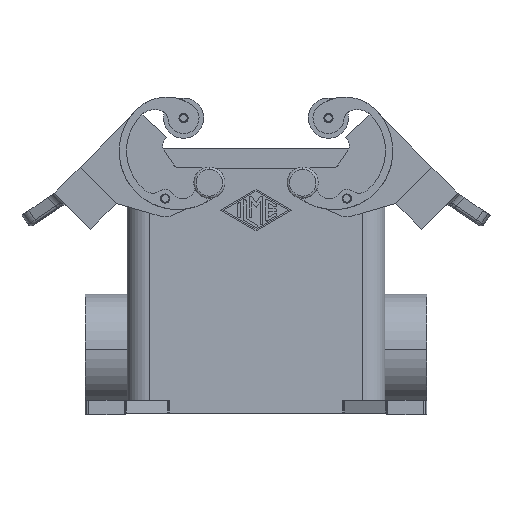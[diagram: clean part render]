
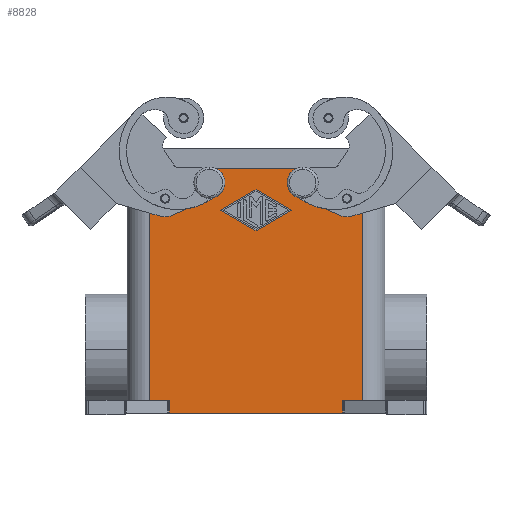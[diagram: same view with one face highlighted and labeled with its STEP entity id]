
A CAD part, front view. The second image highlights one B-rep face of the part: STEP entity #8828.
In plain terms, the highlighted planar face has unit normal (0, -1, 0).
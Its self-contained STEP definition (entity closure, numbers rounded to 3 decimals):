
#1154=CARTESIAN_POINT('',(-12.75,-21.75,22.0));
#1155=VERTEX_POINT('',#1154);
#1164=CARTESIAN_POINT('',(-12.75,-21.75,17.0));
#1165=VERTEX_POINT('',#1164);
#1166=CARTESIAN_POINT('',(-12.75,-21.75,19.5));
#1167=DIRECTION('',(0.0,1.0,0.0));
#1168=DIRECTION('',(0.0,0.0,1.0));
#1169=AXIS2_PLACEMENT_3D('',#1166,#1167,#1168);
#1170=CIRCLE('',#1169,2.5);
#1171=EDGE_CURVE('',#1165,#1155,#1170,.T.);
#2425=CARTESIAN_POINT('',(12.75,-21.75,22.0));
#2426=VERTEX_POINT('',#2425);
#2435=CARTESIAN_POINT('',(12.75,-21.75,17.0));
#2436=VERTEX_POINT('',#2435);
#2437=CARTESIAN_POINT('',(12.75,-21.75,19.5));
#2438=DIRECTION('',(0.0,1.0,0.0));
#2439=DIRECTION('',(0.0,0.0,1.0));
#2440=AXIS2_PLACEMENT_3D('',#2437,#2438,#2439);
#2441=CIRCLE('',#2440,2.5);
#2442=EDGE_CURVE('',#2436,#2426,#2441,.T.);
#8103=CARTESIAN_POINT('',(29.25,-21.75,-40.));
#8104=VERTEX_POINT('',#8103);
#8112=CARTESIAN_POINT('',(23.791,-21.75,-40.0));
#8113=VERTEX_POINT('',#8112);
#8114=CARTESIAN_POINT('',(23.791,-21.75,-40.0));
#8115=DIRECTION('',(1.0,0.0,0.0));
#8116=VECTOR('',#8115,5.459);
#8117=LINE('',#8114,#8116);
#8118=EDGE_CURVE('',#8113,#8104,#8117,.T.);
#8701=CARTESIAN_POINT('',(23.791,-21.75,-43.5));
#8702=VERTEX_POINT('',#8701);
#8703=CARTESIAN_POINT('',(23.791,-21.75,-40.0));
#8704=DIRECTION('',(0.0,0.0,-1.0));
#8705=VECTOR('',#8704,3.5);
#8706=LINE('',#8703,#8705);
#8707=EDGE_CURVE('',#8113,#8702,#8706,.T.);
#8719=CARTESIAN_POINT('',(29.25,-21.75,1.5));
#8720=DIRECTION('',(0.0,-1.0,0.0));
#8721=DIRECTION('',(0.0,0.0,-1.0));
#8722=AXIS2_PLACEMENT_3D('',#8719,#8720,#8721);
#8723=PLANE('',#8722);
#8724=ORIENTED_EDGE('',*,*,#8707,.F.);
#8725=ORIENTED_EDGE('',*,*,#8118,.T.);
#8726=CARTESIAN_POINT('',(29.25,-21.75,23.5));
#8727=VERTEX_POINT('',#8726);
#8728=CARTESIAN_POINT('',(29.25,-21.75,23.5));
#8729=DIRECTION('',(0.0,0.0,-1.0));
#8730=VECTOR('',#8729,63.5);
#8731=LINE('',#8728,#8730);
#8732=EDGE_CURVE('',#8727,#8104,#8731,.T.);
#8733=ORIENTED_EDGE('',*,*,#8732,.F.);
#8734=CARTESIAN_POINT('',(-29.25,-21.75,23.5));
#8735=VERTEX_POINT('',#8734);
#8736=CARTESIAN_POINT('',(29.25,-21.75,23.5));
#8737=DIRECTION('',(-1.0,0.0,0.0));
#8738=VECTOR('',#8737,58.5);
#8739=LINE('',#8736,#8738);
#8740=EDGE_CURVE('',#8727,#8735,#8739,.T.);
#8741=ORIENTED_EDGE('',*,*,#8740,.T.);
#8742=CARTESIAN_POINT('',(-29.25,-21.75,-40.));
#8743=VERTEX_POINT('',#8742);
#8744=CARTESIAN_POINT('',(-29.25,-21.75,23.5));
#8745=DIRECTION('',(0.0,0.0,-1.0));
#8746=VECTOR('',#8745,63.5);
#8747=LINE('',#8744,#8746);
#8748=EDGE_CURVE('',#8735,#8743,#8747,.T.);
#8749=ORIENTED_EDGE('',*,*,#8748,.T.);
#8750=CARTESIAN_POINT('',(-23.791,-21.75,-40.0));
#8751=VERTEX_POINT('',#8750);
#8752=CARTESIAN_POINT('',(-29.25,-21.75,-40.));
#8753=DIRECTION('',(1.0,0.0,0.0));
#8754=VECTOR('',#8753,5.459);
#8755=LINE('',#8752,#8754);
#8756=EDGE_CURVE('',#8743,#8751,#8755,.T.);
#8757=ORIENTED_EDGE('',*,*,#8756,.T.);
#8758=CARTESIAN_POINT('',(-23.791,-21.75,-43.5));
#8759=VERTEX_POINT('',#8758);
#8760=CARTESIAN_POINT('',(-23.791,-21.75,-43.5));
#8761=DIRECTION('',(0.0,0.0,1.0));
#8762=VECTOR('',#8761,3.5);
#8763=LINE('',#8760,#8762);
#8764=EDGE_CURVE('',#8759,#8751,#8763,.T.);
#8765=ORIENTED_EDGE('',*,*,#8764,.F.);
#8766=CARTESIAN_POINT('',(23.791,-21.75,-43.5));
#8767=DIRECTION('',(-1.0,0.0,0.0));
#8768=VECTOR('',#8767,47.581);
#8769=LINE('',#8766,#8768);
#8770=EDGE_CURVE('',#8702,#8759,#8769,.T.);
#8771=ORIENTED_EDGE('',*,*,#8770,.F.);
#8772=EDGE_LOOP('',(#8724,#8725,#8733,#8741,#8749,#8757,#8765,#8771));
#8773=FACE_OUTER_BOUND('',#8772,.T.);
#8774=ORIENTED_EDGE('',*,*,#1171,.T.);
#8775=CARTESIAN_POINT('',(-12.75,-21.75,19.5));
#8776=DIRECTION('',(0.0,1.0,0.0));
#8777=DIRECTION('',(0.0,0.0,1.0));
#8778=AXIS2_PLACEMENT_3D('',#8775,#8776,#8777);
#8779=CIRCLE('',#8778,2.5);
#8780=EDGE_CURVE('',#1155,#1165,#8779,.T.);
#8781=ORIENTED_EDGE('',*,*,#8780,.T.);
#8782=EDGE_LOOP('',(#8774,#8781));
#8783=FACE_BOUND('',#8782,.T.);
#8784=ORIENTED_EDGE('',*,*,#2442,.T.);
#8785=CARTESIAN_POINT('',(12.75,-21.75,19.5));
#8786=DIRECTION('',(0.0,1.0,0.0));
#8787=DIRECTION('',(0.0,0.0,1.0));
#8788=AXIS2_PLACEMENT_3D('',#8785,#8786,#8787);
#8789=CIRCLE('',#8788,2.5);
#8790=EDGE_CURVE('',#2426,#2436,#8789,.T.);
#8791=ORIENTED_EDGE('',*,*,#8790,.T.);
#8792=EDGE_LOOP('',(#8784,#8791));
#8793=FACE_BOUND('',#8792,.T.);
#8794=CARTESIAN_POINT('',(0.,-21.75,6.375));
#8795=VERTEX_POINT('',#8794);
#8796=CARTESIAN_POINT('',(-9.75,-21.75,12.));
#8797=VERTEX_POINT('',#8796);
#8798=CARTESIAN_POINT('',(0.,-21.75,6.375));
#8799=DIRECTION('',(-0.866,0.0,0.5));
#8800=VECTOR('',#8799,11.256);
#8801=LINE('',#8798,#8800);
#8802=EDGE_CURVE('',#8795,#8797,#8801,.T.);
#8803=ORIENTED_EDGE('',*,*,#8802,.T.);
#8804=CARTESIAN_POINT('',(0.,-21.75,17.625));
#8805=VERTEX_POINT('',#8804);
#8806=CARTESIAN_POINT('',(-9.75,-21.75,12.));
#8807=DIRECTION('',(0.866,0.0,0.5));
#8808=VECTOR('',#8807,11.256);
#8809=LINE('',#8806,#8808);
#8810=EDGE_CURVE('',#8797,#8805,#8809,.T.);
#8811=ORIENTED_EDGE('',*,*,#8810,.T.);
#8812=CARTESIAN_POINT('',(9.75,-21.75,12.0));
#8813=VERTEX_POINT('',#8812);
#8814=CARTESIAN_POINT('',(0.,-21.75,17.625));
#8815=DIRECTION('',(0.866,0.0,-0.5));
#8816=VECTOR('',#8815,11.256);
#8817=LINE('',#8814,#8816);
#8818=EDGE_CURVE('',#8805,#8813,#8817,.T.);
#8819=ORIENTED_EDGE('',*,*,#8818,.T.);
#8820=CARTESIAN_POINT('',(9.75,-21.75,12.0));
#8821=DIRECTION('',(-0.866,0.0,-0.5));
#8822=VECTOR('',#8821,11.256);
#8823=LINE('',#8820,#8822);
#8824=EDGE_CURVE('',#8813,#8795,#8823,.T.);
#8825=ORIENTED_EDGE('',*,*,#8824,.T.);
#8826=EDGE_LOOP('',(#8803,#8811,#8819,#8825));
#8827=FACE_BOUND('',#8826,.T.);
#8828=ADVANCED_FACE('',(#8773,#8783,#8793,#8827),#8723,.T.);
